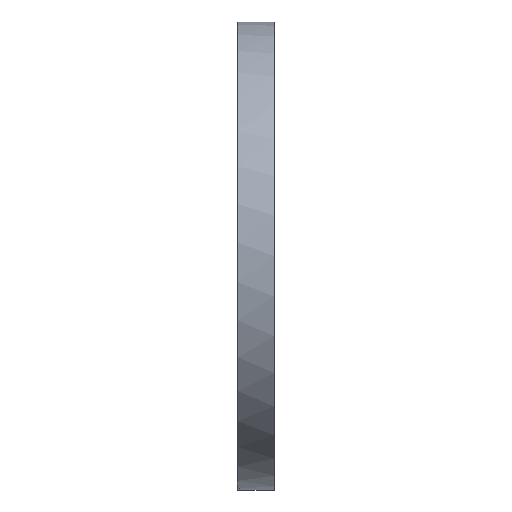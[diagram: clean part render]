
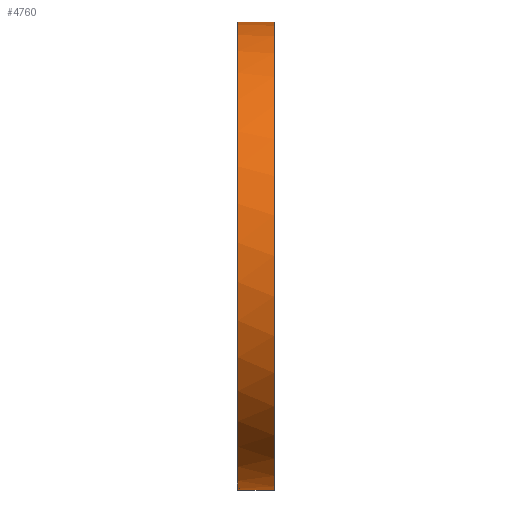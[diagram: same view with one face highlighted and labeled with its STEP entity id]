
A CAD part, left-side view. The second image highlights one B-rep face of the part: STEP entity #4760.
In plain terms, the highlighted cylindrical face has radius 177.8 mm (diameter 355.6 mm), a partial arc.
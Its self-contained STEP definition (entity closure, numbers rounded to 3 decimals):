
#24 = CARTESIAN_POINT ( 'NONE',  ( 0., 0.5, 0. ) ) ;
#117 = FACE_OUTER_BOUND ( 'NONE', #608, .T. ) ;
#128 = EDGE_CURVE ( 'NONE', #3296, #6824, #5169, .T. ) ;
#174 = CIRCLE ( 'NONE', #6855, 177.8 ) ;
#247 = AXIS2_PLACEMENT_3D ( 'NONE', #5452, #1253, #6164 ) ;
#340 = ORIENTED_EDGE ( 'NONE', *, *, #2838, .T. ) ;
#423 = DIRECTION ( 'NONE',  ( 0., 0., -1. ) ) ;
#535 = AXIS2_PLACEMENT_3D ( 'NONE', #24, #4937, #743 ) ;
#608 = EDGE_LOOP ( 'NONE', ( #2140, #340, #7516, #3426, #1294, #3043, #1804, #4456 ) ) ;
#639 = EDGE_CURVE ( 'NONE', #4158, #6348, #6899, .T. ) ;
#693 = VERTEX_POINT ( 'NONE', #8157 ) ;
#743 = DIRECTION ( 'NONE',  ( 0., 0., 1. ) ) ;
#876 = DIRECTION ( 'NONE',  ( 0., -1., 0. ) ) ;
#928 = CIRCLE ( 'NONE', #535, 177.8 ) ;
#1143 = CARTESIAN_POINT ( 'NONE',  ( 0., -20.091, 0. ) ) ;
#1219 = VECTOR ( 'NONE', #6730, 1000. ) ;
#1253 = DIRECTION ( 'NONE',  ( 0., -1., 0. ) ) ;
#1294 = ORIENTED_EDGE ( 'NONE', *, *, #7273, .T. ) ;
#1538 = VECTOR ( 'NONE', #2721, 1000. ) ;
#1766 = CARTESIAN_POINT ( 'NONE',  ( 0., 0.5, 177.8 ) ) ;
#1804 = ORIENTED_EDGE ( 'NONE', *, *, #639, .T. ) ;
#1987 = EDGE_CURVE ( 'NONE', #2819, #4158, #3547, .T. ) ;
#2140 = ORIENTED_EDGE ( 'NONE', *, *, #4514, .F. ) ;
#2281 = CARTESIAN_POINT ( 'NONE',  ( 0., -20.091, 177.8 ) ) ;
#2721 = DIRECTION ( 'NONE',  ( 0., -1., 0. ) ) ;
#2819 = VERTEX_POINT ( 'NONE', #5420 ) ;
#2838 = EDGE_CURVE ( 'NONE', #693, #3296, #8976, .T. ) ;
#2842 = CARTESIAN_POINT ( 'NONE',  ( -20.076, 27.9, -176.663 ) ) ;
#3043 = ORIENTED_EDGE ( 'NONE', *, *, #1987, .T. ) ;
#3107 = DIRECTION ( 'NONE',  ( 0., 1., 0. ) ) ;
#3291 = CARTESIAN_POINT ( 'NONE',  ( 0., 27.9, 0. ) ) ;
#3296 = VERTEX_POINT ( 'NONE', #2842 ) ;
#3302 = VECTOR ( 'NONE', #876, 1000. ) ;
#3426 = ORIENTED_EDGE ( 'NONE', *, *, #7979, .F. ) ;
#3450 = CARTESIAN_POINT ( 'NONE',  ( 0., -20.091, -177.8 ) ) ;
#3547 = CIRCLE ( 'NONE', #8659, 177.8 ) ;
#3620 = VERTEX_POINT ( 'NONE', #7444 ) ;
#3998 = DIRECTION ( 'NONE',  ( 0., 0., -1. ) ) ;
#4158 = VERTEX_POINT ( 'NONE', #8441 ) ;
#4456 = ORIENTED_EDGE ( 'NONE', *, *, #5501, .T. ) ;
#4511 = CARTESIAN_POINT ( 'NONE',  ( 0., 0.5, -177.8 ) ) ;
#4514 = EDGE_CURVE ( 'NONE', #693, #8393, #8915, .T. ) ;
#4585 = VECTOR ( 'NONE', #8106, 1000. ) ;
#4760 = ADVANCED_FACE ( 'NONE', ( #117 ), #6916, .T. ) ;
#4937 = DIRECTION ( 'NONE',  ( 0., 1., 0. ) ) ;
#5169 = LINE ( 'NONE', #7458, #1219 ) ;
#5420 = CARTESIAN_POINT ( 'NONE',  ( -17.093, 27.9, -176.976 ) ) ;
#5452 = CARTESIAN_POINT ( 'NONE',  ( 0., 27.9, 0. ) ) ;
#5468 = AXIS2_PLACEMENT_3D ( 'NONE', #1143, #6047, #423 ) ;
#5501 = EDGE_CURVE ( 'NONE', #6348, #8393, #928, .T. ) ;
#6047 = DIRECTION ( 'NONE',  ( 0., -1., 0. ) ) ;
#6164 = DIRECTION ( 'NONE',  ( 0., 0., -1. ) ) ;
#6348 = VERTEX_POINT ( 'NONE', #4511 ) ;
#6457 = LINE ( 'NONE', #6661, #4585 ) ;
#6661 = CARTESIAN_POINT ( 'NONE',  ( -17.093, -20.091, -176.976 ) ) ;
#6730 = DIRECTION ( 'NONE',  ( 0., -1., 0. ) ) ;
#6824 = VERTEX_POINT ( 'NONE', #7830 ) ;
#6855 = AXIS2_PLACEMENT_3D ( 'NONE', #7326, #3107, #8038 ) ;
#6899 = LINE ( 'NONE', #3450, #1538 ) ;
#6916 = CYLINDRICAL_SURFACE ( 'NONE', #5468, 177.8 ) ;
#7273 = EDGE_CURVE ( 'NONE', #3620, #2819, #6457, .T. ) ;
#7326 = CARTESIAN_POINT ( 'NONE',  ( 0., 27.1, 0. ) ) ;
#7444 = CARTESIAN_POINT ( 'NONE',  ( -17.093, 27.1, -176.976 ) ) ;
#7458 = CARTESIAN_POINT ( 'NONE',  ( -20.076, -20.091, -176.663 ) ) ;
#7516 = ORIENTED_EDGE ( 'NONE', *, *, #128, .T. ) ;
#7830 = CARTESIAN_POINT ( 'NONE',  ( -20.076, 27.1, -176.663 ) ) ;
#7979 = EDGE_CURVE ( 'NONE', #3620, #6824, #174, .T. ) ;
#8038 = DIRECTION ( 'NONE',  ( 0., 0., 1. ) ) ;
#8106 = DIRECTION ( 'NONE',  ( 0., 1., 0. ) ) ;
#8157 = CARTESIAN_POINT ( 'NONE',  ( 0., 27.9, 177.8 ) ) ;
#8218 = DIRECTION ( 'NONE',  ( 0., -1., 0. ) ) ;
#8393 = VERTEX_POINT ( 'NONE', #1766 ) ;
#8441 = CARTESIAN_POINT ( 'NONE',  ( 0., 27.9, -177.8 ) ) ;
#8659 = AXIS2_PLACEMENT_3D ( 'NONE', #3291, #8218, #3998 ) ;
#8915 = LINE ( 'NONE', #2281, #3302 ) ;
#8976 = CIRCLE ( 'NONE', #247, 177.8 ) ;
